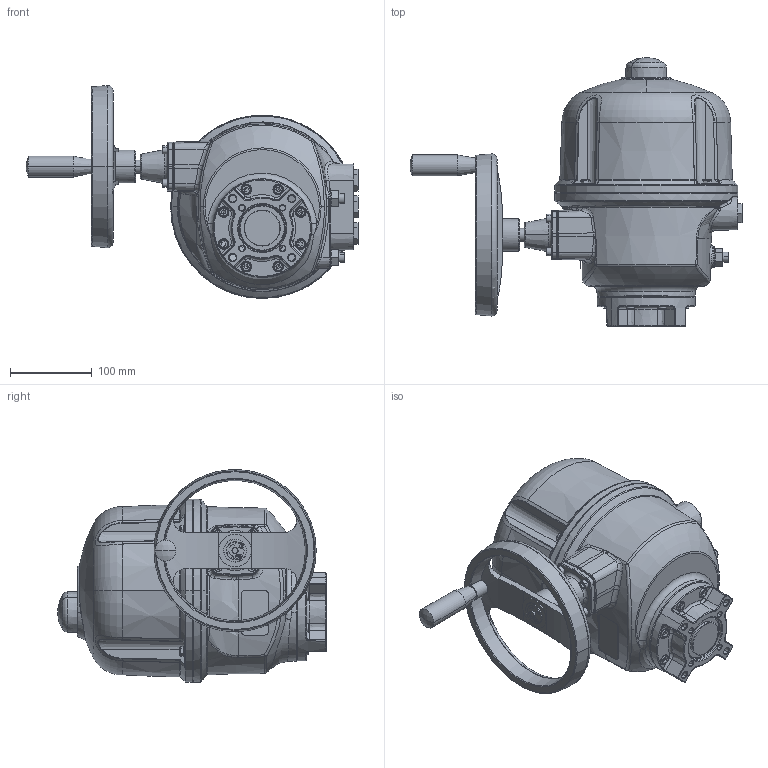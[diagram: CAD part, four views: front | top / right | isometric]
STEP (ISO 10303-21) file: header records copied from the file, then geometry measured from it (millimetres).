
FILE_DESCRIPTION (( 'STEP AP214' ), '1' );
FILE_NAME ('QT50.STEP', '2017-01-26T09:06:01', ( '' ), ( '' ), 'SwSTEP 2.0', 'SolidWorks 2014', '' );
FILE_SCHEMA (( 'AUTOMOTIVE_DESIGN' ));
Length unit declared in the file: millimetre
Products named in the file (1): QT50
Bounding box: 405.55 x 328.3 x 260.11 mm (x, y, z)
Surface area: 343464.7 mm2 (no closed solid volume)
Topology: 0 solids, 44 shells, 961 faces, 2857 edges, 1872 vertices
Faces by surface type: plane 276, cylinder 212, bspline 175, torus 164, cone 120, sphere 14
Entity records: 52469 total; most frequent: CARTESIAN_POINT 17907, DIRECTION 4845, ORIENTED_EDGE 4828, EDGE_CURVE 2831, AXIS2_PLACEMENT_3D 1918, VERTEX_POINT 1872, CIRCLE 1131, EDGE_LOOP 1052
